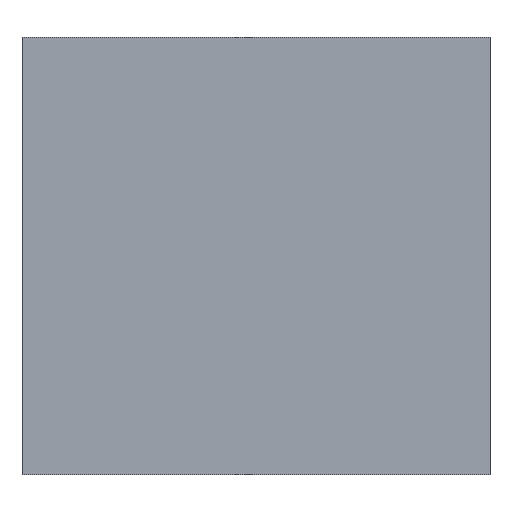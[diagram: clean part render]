
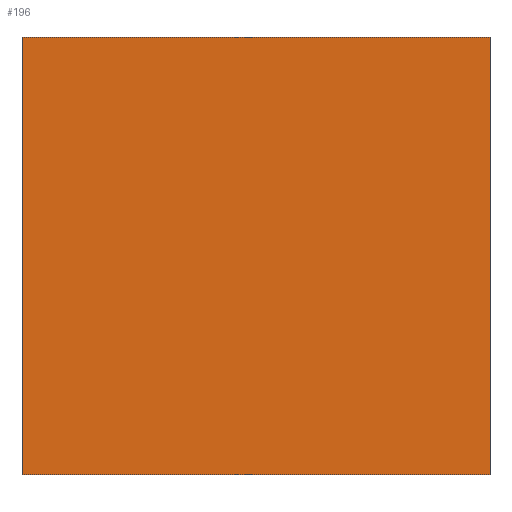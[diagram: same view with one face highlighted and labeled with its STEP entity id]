
A CAD part, front view. The second image highlights one B-rep face of the part: STEP entity #196.
In plain terms, the highlighted planar face has unit normal (0, -1, 0).
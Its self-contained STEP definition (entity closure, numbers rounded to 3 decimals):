
#24=FACE_OUTER_BOUND('',#36,.T.);
#36=EDGE_LOOP('',(#157,#158,#159,#160));
#56=LINE('',#313,#80);
#57=LINE('',#316,#81);
#58=LINE('',#318,#82);
#59=LINE('',#319,#83);
#80=VECTOR('',#259,10.);
#81=VECTOR('',#262,10.);
#82=VECTOR('',#263,10.);
#83=VECTOR('',#264,10.);
#98=VERTEX_POINT('',#307);
#100=VERTEX_POINT('',#311);
#101=VERTEX_POINT('',#315);
#102=VERTEX_POINT('',#317);
#120=EDGE_CURVE('',#98,#100,#56,.T.);
#121=EDGE_CURVE('',#98,#101,#57,.T.);
#122=EDGE_CURVE('',#102,#100,#58,.T.);
#123=EDGE_CURVE('',#101,#102,#59,.T.);
#157=ORIENTED_EDGE('',*,*,#121,.F.);
#158=ORIENTED_EDGE('',*,*,#120,.T.);
#159=ORIENTED_EDGE('',*,*,#122,.F.);
#160=ORIENTED_EDGE('',*,*,#123,.F.);
#184=PLANE('',#223);
#196=ADVANCED_FACE('',(#24),#184,.T.);
#223=AXIS2_PLACEMENT_3D('',#314,#260,#261);
#259=DIRECTION('',(1.,0.,0.));
#260=DIRECTION('center_axis',(0.,-1.,0.));
#261=DIRECTION('ref_axis',(0.,0.,-1.));
#262=DIRECTION('',(0.,0.,1.));
#263=DIRECTION('',(0.,0.,-1.));
#264=DIRECTION('',(1.,0.,0.));
#307=CARTESIAN_POINT('',(0.,-33.,-48.));
#311=CARTESIAN_POINT('',(200.,-33.,-48.));
#313=CARTESIAN_POINT('',(0.,-33.,-48.));
#314=CARTESIAN_POINT('Origin',(0.,-33.,139.));
#315=CARTESIAN_POINT('',(0.,-33.,139.));
#316=CARTESIAN_POINT('',(0.,-33.,-48.));
#317=CARTESIAN_POINT('',(200.,-33.,139.));
#318=CARTESIAN_POINT('',(200.,-33.,-48.));
#319=CARTESIAN_POINT('',(0.,-33.,139.));
